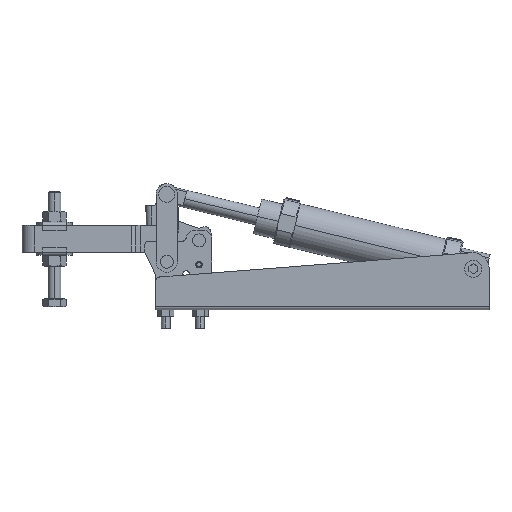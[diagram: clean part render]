
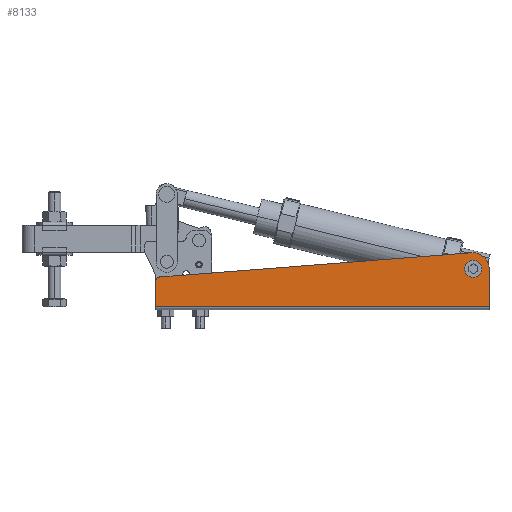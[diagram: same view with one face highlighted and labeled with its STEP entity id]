
A CAD part, top view. The second image highlights one B-rep face of the part: STEP entity #8133.
In plain terms, the highlighted planar face has unit normal (0, 0, 1).
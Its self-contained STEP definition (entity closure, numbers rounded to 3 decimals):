
#30 = ORIENTED_EDGE ( 'NONE', *, *, #20156, .F. ) ;
#318 = CARTESIAN_POINT ( 'NONE',  ( -53., 0.01, 38. ) ) ;
#546 = CARTESIAN_POINT ( 'NONE',  ( 235.7, 35.5, 38. ) ) ;
#1028 = DIRECTION ( 'NONE',  ( 0., -1., 0. ) ) ;
#1048 = AXIS2_PLACEMENT_3D ( 'NONE', #1918, #14736, #3758 ) ;
#1565 = EDGE_LOOP ( 'NONE', ( #3823, #12142 ) ) ;
#1769 = CIRCLE ( 'NONE', #14053, 8. ) ;
#1918 = CARTESIAN_POINT ( 'NONE',  ( 243.7, 35.5, 38. ) ) ;
#2005 = CARTESIAN_POINT ( 'NONE',  ( 258.5, 0.01, 38. ) ) ;
#2378 = VERTEX_POINT ( 'NONE', #17401 ) ;
#3758 = DIRECTION ( 'NONE',  ( 1., 0., 0. ) ) ;
#3823 = ORIENTED_EDGE ( 'NONE', *, *, #13960, .F. ) ;
#3892 = CARTESIAN_POINT ( 'NONE',  ( -53., 27.5, 38. ) ) ;
#4363 = VERTEX_POINT ( 'NONE', #18483 ) ;
#4616 = VERTEX_POINT ( 'NONE', #11909 ) ;
#5670 = DIRECTION ( 'NONE',  ( -1., 0., 0. ) ) ;
#6087 = DIRECTION ( 'NONE',  ( 0., 0., 1. ) ) ;
#7433 = AXIS2_PLACEMENT_3D ( 'NONE', #22994, #12026, #1028 ) ;
#7966 = VERTEX_POINT ( 'NONE', #546 ) ;
#8105 = VECTOR ( 'NONE', #15937, 1000. ) ;
#8133 = ADVANCED_FACE ( 'NONE', ( #22501, #8455 ), #15957, .T. ) ;
#8455 = FACE_OUTER_BOUND ( 'NONE', #16377, .T. ) ;
#8731 = DIRECTION ( 'NONE',  ( 0., 0., 1. ) ) ;
#9240 = DIRECTION ( 'NONE',  ( 0., 1., 0. ) ) ;
#9252 = LINE ( 'NONE', #14091, #8105 ) ;
#9335 = VERTEX_POINT ( 'NONE', #318 ) ;
#10477 = DIRECTION ( 'NONE',  ( 0., 0., 1. ) ) ;
#10562 = ORIENTED_EDGE ( 'NONE', *, *, #20466, .T. ) ;
#11252 = EDGE_CURVE ( 'NONE', #13859, #7966, #1769, .T. ) ;
#11909 = CARTESIAN_POINT ( 'NONE',  ( 242.338, 50.455, 38. ) ) ;
#12026 = DIRECTION ( 'NONE',  ( 0., 0., 1. ) ) ;
#12124 = LINE ( 'NONE', #3892, #16425 ) ;
#12142 = ORIENTED_EDGE ( 'NONE', *, *, #11252, .F. ) ;
#12186 = ORIENTED_EDGE ( 'NONE', *, *, #14331, .T. ) ;
#12727 = AXIS2_PLACEMENT_3D ( 'NONE', #17081, #6087, #18931 ) ;
#13859 = VERTEX_POINT ( 'NONE', #14200 ) ;
#13960 = EDGE_CURVE ( 'NONE', #7966, #13859, #16166, .T. ) ;
#14053 = AXIS2_PLACEMENT_3D ( 'NONE', #21441, #10477, #23302 ) ;
#14091 = CARTESIAN_POINT ( 'NONE',  ( 258.5, -2.5, 38. ) ) ;
#14115 = VERTEX_POINT ( 'NONE', #22411 ) ;
#14200 = CARTESIAN_POINT ( 'NONE',  ( 251.7, 35.5, 38. ) ) ;
#14331 = EDGE_CURVE ( 'NONE', #14115, #4363, #9252, .T. ) ;
#14573 = EDGE_CURVE ( 'NONE', #4616, #21439, #12124, .T. ) ;
#14736 = DIRECTION ( 'NONE',  ( 0., 0., 1. ) ) ;
#15173 = ORIENTED_EDGE ( 'NONE', *, *, #14573, .T. ) ;
#15196 = AXIS2_PLACEMENT_3D ( 'NONE', #19710, #8731, #21544 ) ;
#15929 = ORIENTED_EDGE ( 'NONE', *, *, #17072, .F. ) ;
#15937 = DIRECTION ( 'NONE',  ( 0., 1., 0. ) ) ;
#15957 = PLANE ( 'NONE',  #15196 ) ;
#16166 = CIRCLE ( 'NONE', #1048, 8. ) ;
#16377 = EDGE_LOOP ( 'NONE', ( #15173, #23270, #15929, #30, #12186, #10562 ) ) ;
#16402 = LINE ( 'NONE', #2005, #21271 ) ;
#16425 = VECTOR ( 'NONE', #22151, 1000. ) ;
#16839 = LINE ( 'NONE', #22052, #17412 ) ;
#17072 = EDGE_CURVE ( 'NONE', #9335, #2378, #16839, .T. ) ;
#17081 = CARTESIAN_POINT ( 'NONE',  ( -48., 22.874, 38. ) ) ;
#17401 = CARTESIAN_POINT ( 'NONE',  ( -53., 22.874, 38. ) ) ;
#17412 = VECTOR ( 'NONE', #9240, 1000. ) ;
#17667 = EDGE_CURVE ( 'NONE', #21439, #2378, #20227, .T. ) ;
#18483 = CARTESIAN_POINT ( 'NONE',  ( 258.5, 35.5, 38. ) ) ;
#18931 = DIRECTION ( 'NONE',  ( 0., -1., 0. ) ) ;
#19183 = CARTESIAN_POINT ( 'NONE',  ( -48.387, 27.859, 38. ) ) ;
#19710 = CARTESIAN_POINT ( 'NONE',  ( 258.5, -2.5, 38. ) ) ;
#19820 = CIRCLE ( 'NONE', #7433, 15. ) ;
#20156 = EDGE_CURVE ( 'NONE', #14115, #9335, #16402, .T. ) ;
#20227 = CIRCLE ( 'NONE', #12727, 5. ) ;
#20466 = EDGE_CURVE ( 'NONE', #4363, #4616, #19820, .T. ) ;
#21271 = VECTOR ( 'NONE', #5670, 1000. ) ;
#21439 = VERTEX_POINT ( 'NONE', #19183 ) ;
#21441 = CARTESIAN_POINT ( 'NONE',  ( 243.7, 35.5, 38. ) ) ;
#21544 = DIRECTION ( 'NONE',  ( 0., -1., 0. ) ) ;
#22052 = CARTESIAN_POINT ( 'NONE',  ( -53., -2.5, 38. ) ) ;
#22151 = DIRECTION ( 'NONE',  ( -0.997, -0.077, 0. ) ) ;
#22411 = CARTESIAN_POINT ( 'NONE',  ( 258.5, 0.01, 38. ) ) ;
#22501 = FACE_BOUND ( 'NONE', #1565, .T. ) ;
#22994 = CARTESIAN_POINT ( 'NONE',  ( 243.5, 35.5, 38. ) ) ;
#23270 = ORIENTED_EDGE ( 'NONE', *, *, #17667, .T. ) ;
#23302 = DIRECTION ( 'NONE',  ( 1., 0., 0. ) ) ;
